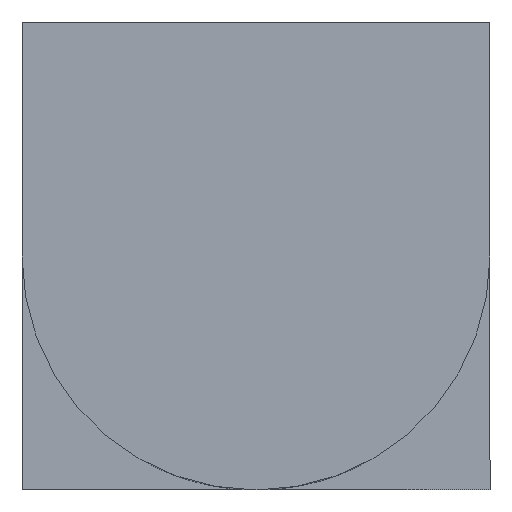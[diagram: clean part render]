
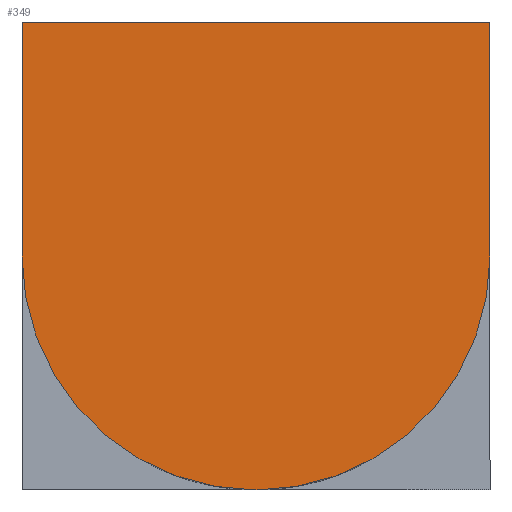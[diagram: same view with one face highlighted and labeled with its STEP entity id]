
A CAD part, front view. The second image highlights one B-rep face of the part: STEP entity #349.
In plain terms, the highlighted planar face has unit normal (0, -1, 0).
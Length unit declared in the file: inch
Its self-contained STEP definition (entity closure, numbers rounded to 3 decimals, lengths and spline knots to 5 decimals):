
#7 = AXIS2_PLACEMENT_3D ( 'NONE', #486, #129, #443 ) ;
#30 = DIRECTION ( 'NONE',  ( 0., 0., -1. ) ) ;
#72 = CARTESIAN_POINT ( 'NONE',  ( 0., -2.5, -0.125 ) ) ;
#73 = CARTESIAN_POINT ( 'NONE',  ( 0.125, -2.5, 0. ) ) ;
#75 = DIRECTION ( 'NONE',  ( 0., 0., -1. ) ) ;
#93 = ORIENTED_EDGE ( 'NONE', *, *, #657, .F. ) ;
#101 = EDGE_CURVE ( 'NONE', #331, #131, #752, .T. ) ;
#129 = DIRECTION ( 'NONE',  ( 0., 1., 0. ) ) ;
#131 = VERTEX_POINT ( 'NONE', #158 ) ;
#133 = CARTESIAN_POINT ( 'NONE',  ( -0.125, -2.5, -0.125 ) ) ;
#158 = CARTESIAN_POINT ( 'NONE',  ( -0.125, -2.5, 0. ) ) ;
#163 = DIRECTION ( 'NONE',  ( 0., 1., 0. ) ) ;
#185 = DIRECTION ( 'NONE',  ( 0., 0., -1. ) ) ;
#187 = AXIS2_PLACEMENT_3D ( 'NONE', #72, #386, #75 ) ;
#241 = AXIS2_PLACEMENT_3D ( 'NONE', #330, #163, #30 ) ;
#281 = EDGE_CURVE ( 'NONE', #131, #520, #781, .T. ) ;
#300 = VECTOR ( 'NONE', #344, 39.37008 ) ;
#302 = CIRCLE ( 'NONE', #7, 0.125 ) ;
#323 = CARTESIAN_POINT ( 'NONE',  ( 0.125, -2.5, -0.125 ) ) ;
#330 = CARTESIAN_POINT ( 'NONE',  ( 0., -2.5, -0.125 ) ) ;
#331 = VERTEX_POINT ( 'NONE', #133 ) ;
#344 = DIRECTION ( 'NONE',  ( 0., 0., 1. ) ) ;
#349 = ADVANCED_FACE ( 'NONE', ( #493 ), #613, .T. ) ;
#376 = EDGE_CURVE ( 'NONE', #621, #761, #611, .T. ) ;
#386 = DIRECTION ( 'NONE',  ( 0., -1., 0. ) ) ;
#412 = ORIENTED_EDGE ( 'NONE', *, *, #101, .F. ) ;
#437 = CARTESIAN_POINT ( 'NONE',  ( -0.125, -2.5, 0. ) ) ;
#443 = DIRECTION ( 'NONE',  ( 0., 0., -1. ) ) ;
#444 = DIRECTION ( 'NONE',  ( 1., 0., 0. ) ) ;
#448 = ORIENTED_EDGE ( 'NONE', *, *, #587, .F. ) ;
#449 = CARTESIAN_POINT ( 'NONE',  ( 0., -2.5, -0.25 ) ) ;
#466 = ORIENTED_EDGE ( 'NONE', *, *, #281, .F. ) ;
#474 = EDGE_LOOP ( 'NONE', ( #707, #93, #466, #412, #448 ) ) ;
#486 = CARTESIAN_POINT ( 'NONE',  ( 0., -2.5, -0.125 ) ) ;
#493 = FACE_OUTER_BOUND ( 'NONE', #474, .T. ) ;
#520 = VERTEX_POINT ( 'NONE', #677 ) ;
#587 = EDGE_CURVE ( 'NONE', #761, #331, #302, .T. ) ;
#611 = CIRCLE ( 'NONE', #241, 0.125 ) ;
#613 = PLANE ( 'NONE',  #187 ) ;
#615 = LINE ( 'NONE', #73, #686 ) ;
#621 = VERTEX_POINT ( 'NONE', #323 ) ;
#629 = CARTESIAN_POINT ( 'NONE',  ( -0.125, -2.5, -0.125 ) ) ;
#650 = VECTOR ( 'NONE', #444, 39.37008 ) ;
#657 = EDGE_CURVE ( 'NONE', #520, #621, #615, .T. ) ;
#677 = CARTESIAN_POINT ( 'NONE',  ( 0.125, -2.5, 0. ) ) ;
#686 = VECTOR ( 'NONE', #185, 39.37008 ) ;
#707 = ORIENTED_EDGE ( 'NONE', *, *, #376, .F. ) ;
#752 = LINE ( 'NONE', #629, #300 ) ;
#761 = VERTEX_POINT ( 'NONE', #449 ) ;
#781 = LINE ( 'NONE', #437, #650 ) ;
